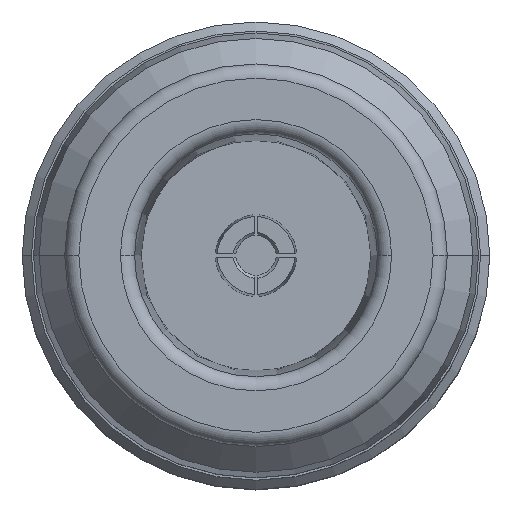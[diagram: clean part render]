
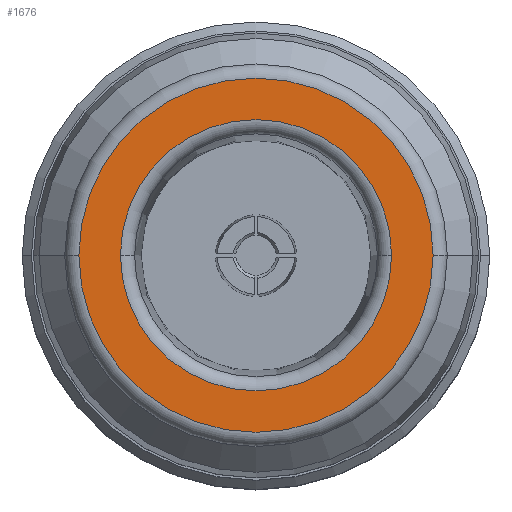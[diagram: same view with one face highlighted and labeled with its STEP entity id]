
A CAD part, top view. The second image highlights one B-rep face of the part: STEP entity #1676.
In plain terms, the highlighted planar face has unit normal (0, 0, 1).
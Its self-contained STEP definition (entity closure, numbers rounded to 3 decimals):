
#63 = CARTESIAN_POINT ( 'NONE',  ( -4.785, 0., 0. ) ) ;
#75 = CARTESIAN_POINT ( 'NONE',  ( 6.25, 0., 0. ) ) ;
#122 = EDGE_CURVE ( 'NONE', #2051, #2089, #1897, .T. ) ;
#147 = EDGE_CURVE ( 'NONE', #1934, #2080, #2215, .T. ) ;
#153 = EDGE_CURVE ( 'NONE', #2080, #1934, #1794, .T. ) ;
#321 = EDGE_LOOP ( 'NONE', ( #1870, #1900 ) ) ;
#375 = EDGE_LOOP ( 'NONE', ( #1806, #1805 ) ) ;
#917 = AXIS2_PLACEMENT_3D ( 'NONE', #4555, #4469, #4575 ) ;
#932 = AXIS2_PLACEMENT_3D ( 'NONE', #4334, #4395, #4382 ) ;
#937 = AXIS2_PLACEMENT_3D ( 'NONE', #4398, #4210, #4346 ) ;
#1094 = FACE_BOUND ( 'NONE', #321, .T. ) ;
#1097 = FACE_OUTER_BOUND ( 'NONE', #375, .T. ) ;
#1328 = AXIS2_PLACEMENT_3D ( 'NONE', #1521, #1522, #1523 ) ;
#1399 = CARTESIAN_POINT ( 'NONE',  ( 4.785, 0., 0. ) ) ;
#1521 = CARTESIAN_POINT ( 'NONE',  ( 0., 0., 0. ) ) ;
#1522 = DIRECTION ( 'NONE',  ( 0., 0., 1. ) ) ;
#1523 = DIRECTION ( 'NONE',  ( -1., 0., 0. ) ) ;
#1676 = ADVANCED_FACE ( 'NONE', ( #1094, #1097 ), #2428, .F. ) ;
#1794 = CIRCLE ( 'NONE', #937, 4.785 ) ;
#1805 = ORIENTED_EDGE ( 'NONE', *, *, #4111, .T. ) ;
#1806 = ORIENTED_EDGE ( 'NONE', *, *, #122, .T. ) ;
#1870 = ORIENTED_EDGE ( 'NONE', *, *, #153, .T. ) ;
#1897 = CIRCLE ( 'NONE', #917, 6.25 ) ;
#1900 = ORIENTED_EDGE ( 'NONE', *, *, #147, .T. ) ;
#1934 = VERTEX_POINT ( 'NONE', #1399 ) ;
#2051 = VERTEX_POINT ( 'NONE', #2332 ) ;
#2080 = VERTEX_POINT ( 'NONE', #63 ) ;
#2089 = VERTEX_POINT ( 'NONE', #75 ) ;
#2215 = CIRCLE ( 'NONE', #932, 4.785 ) ;
#2332 = CARTESIAN_POINT ( 'NONE',  ( -6.25, 0., 0. ) ) ;
#2419 = DIRECTION ( 'NONE',  ( -1., 0., 0. ) ) ;
#2420 = DIRECTION ( 'NONE',  ( 0., 0., -1. ) ) ;
#2421 = CARTESIAN_POINT ( 'NONE',  ( 0., 0., 0. ) ) ;
#2428 = PLANE ( 'NONE',  #2935 ) ;
#2935 = AXIS2_PLACEMENT_3D ( 'NONE', #2421, #2420, #2419 ) ;
#3236 = CIRCLE ( 'NONE', #1328, 6.25 ) ;
#4111 = EDGE_CURVE ( 'NONE', #2089, #2051, #3236, .T. ) ;
#4210 = DIRECTION ( 'NONE',  ( 0., 0., -1. ) ) ;
#4334 = CARTESIAN_POINT ( 'NONE',  ( 0., 0., 0. ) ) ;
#4346 = DIRECTION ( 'NONE',  ( -1., 0., 0. ) ) ;
#4382 = DIRECTION ( 'NONE',  ( -1., 0., 0. ) ) ;
#4395 = DIRECTION ( 'NONE',  ( 0., 0., -1. ) ) ;
#4398 = CARTESIAN_POINT ( 'NONE',  ( 0., 0., 0. ) ) ;
#4469 = DIRECTION ( 'NONE',  ( 0., 0., 1. ) ) ;
#4555 = CARTESIAN_POINT ( 'NONE',  ( 0., 0., 0. ) ) ;
#4575 = DIRECTION ( 'NONE',  ( -1., 0., 0. ) ) ;
